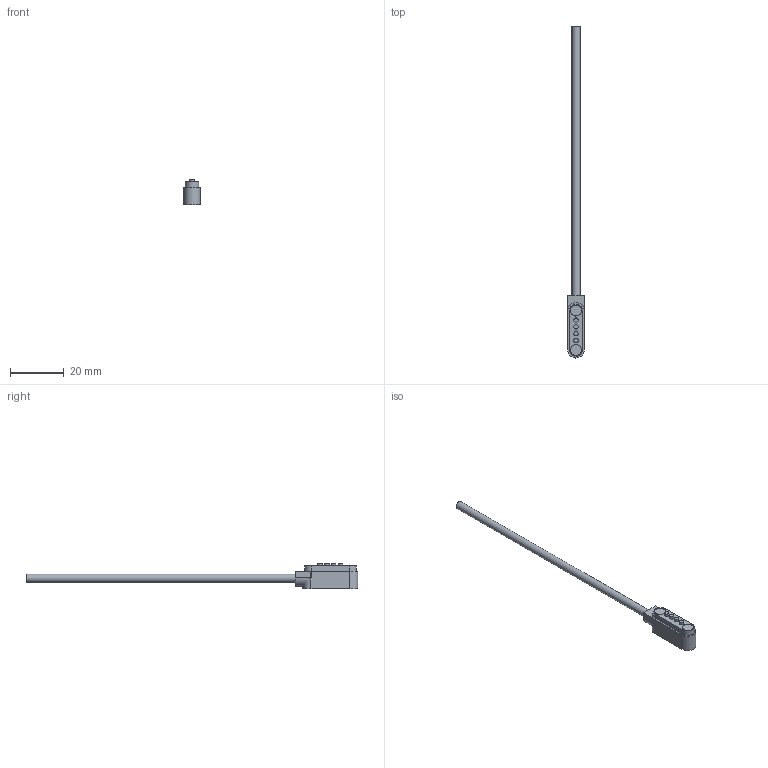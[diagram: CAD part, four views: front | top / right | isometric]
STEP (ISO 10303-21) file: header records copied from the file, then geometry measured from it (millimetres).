
FILE_DESCRIPTION(('FreeCAD Model'),'2;1');
FILE_NAME('charger-cable.step','2020-11-15T21:15:24',('Author'),(''), 'Open CASCADE STEP processor 7.3','FreeCAD','Unknown');
FILE_SCHEMA(('AUTOMOTIVE_DESIGN { 1 0 10303 214 1 1 1 1 }'));
Length unit declared in the file: millimetre
Products named in the file (1): Pad006
Bounding box: 6.1 x 123.25 x 9.5 mm (x, y, z)
Volume: 1755.2 mm3; surface area: 1670.6 mm2
Topology: 1 solids, 1 shells, 33 faces, 66 edges, 42 vertices
Faces by surface type: plane 21, cylinder 12
Full cylindrical faces by diameter (mm): 1.6 x4, 3 x1, 4 x2
Entity records: 935 total; most frequent: CARTESIAN_POINT 203, DIRECTION 156, ORIENTED_EDGE 132, EDGE_CURVE 66, AXIS2_PLACEMENT_3D 57, VERTEX_POINT 42, LINE 42, VECTOR 42
